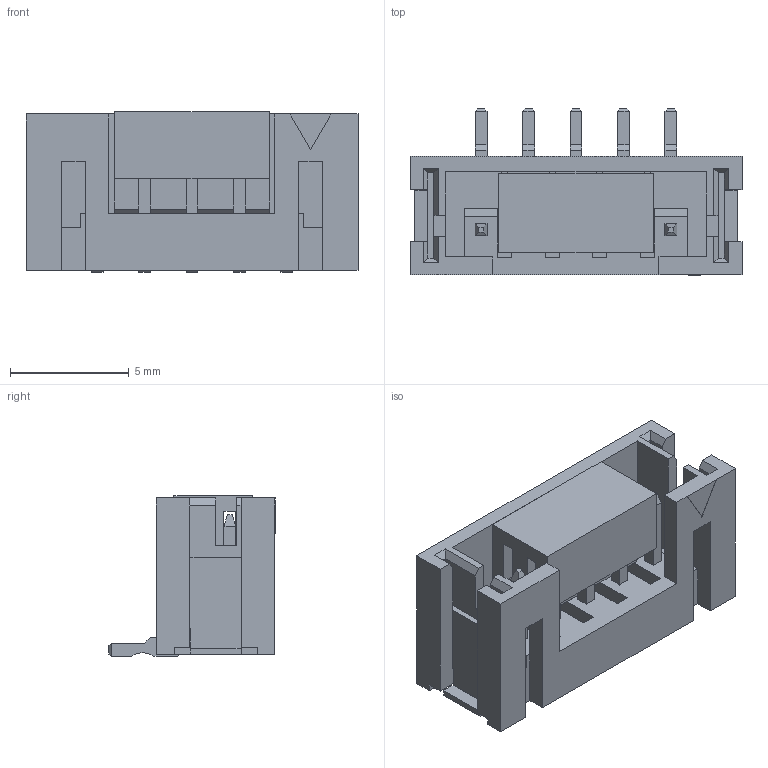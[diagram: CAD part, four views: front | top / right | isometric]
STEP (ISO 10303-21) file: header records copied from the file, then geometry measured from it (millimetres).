
FILE_DESCRIPTION(/* description */ ('Unknown'),/* implementation_level */ '2;1');
FILE_NAME(/* name */ '620305124022',/* time_stamp */ '2017-04-11T10:44:05+02:00',/* author */ ('Unknown'),/* organization */ ('Unknown'),/* preprocessor_version */ 'ST-DEVELOPER v16.7',/* originating_system */ 'DEX',/* authorisation */ $);
FILE_SCHEMA (('AUTOMOTIVE_DESIGN {1 0 10303 214 3 1 1}'));
Length unit declared in the file: millimetre
Products named in the file (5): 6203xx124022; 620305124022; 6203xx124022_PIN; 6203xx124022_Cap2; 6203xx124022_PATTE
Assembly tree (9 placements, depth 2):
  6203xx124022
    620305124022
    6203xx124022_PIN  x5
    6203xx124022_Cap2
    6203xx124022_PATTE  x2
Bounding box: 14 x 7.01 x 6.78 mm (x, y, z)
Volume: 263.6 mm3; surface area: 943.9 mm2
Topology: 9 solids, 9 shells, 318 faces, 875 edges, 566 vertices
Faces by surface type: plane 309, cylinder 9
Entity records: 6913 total; most frequent: CARTESIAN_POINT 1223, ORIENTED_EDGE 1214, DIRECTION 1049, EDGE_CURVE 607, LINE 601, VECTOR 601, VERTEX_POINT 398, AXIS2_PLACEMENT_3D 224
